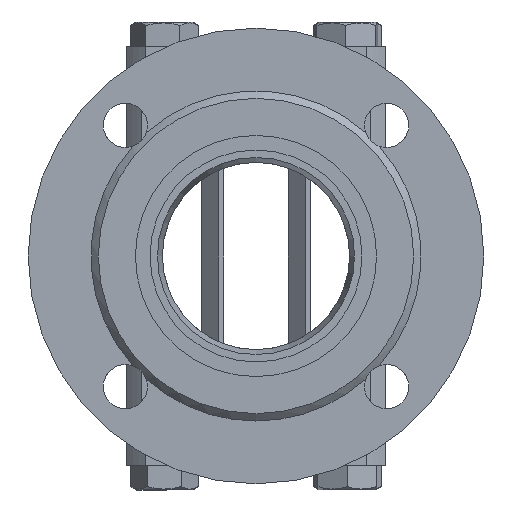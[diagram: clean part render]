
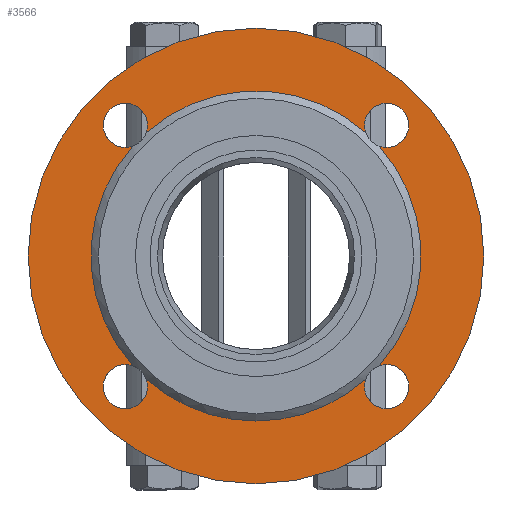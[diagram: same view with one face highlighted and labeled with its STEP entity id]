
A CAD part, front view. The second image highlights one B-rep face of the part: STEP entity #3566.
In plain terms, the highlighted face is planar.
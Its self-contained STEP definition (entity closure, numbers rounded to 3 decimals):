
#3349=CARTESIAN_POINT('',(5.,-44.542,-50.05));
#3350=VERTEX_POINT('',#3349);
#3351=CARTESIAN_POINT('',(5.,-50.05,-44.542));
#3352=VERTEX_POINT('',#3351);
#3366=CARTESIAN_POINT('',(5.,-53.033,-53.033));
#3367=DIRECTION('',(1.0,0.0,0.0));
#3368=DIRECTION('',(0.0,-1.0,0.0));
#3369=AXIS2_PLACEMENT_3D('',#3366,#3367,#3368);
#3370=CIRCLE('',#3369,9.0);
#3371=EDGE_CURVE('',#3352,#3350,#3370,.T.);
#3392=CARTESIAN_POINT('',(5.,50.05,-44.542));
#3393=VERTEX_POINT('',#3392);
#3394=CARTESIAN_POINT('',(5.,44.542,-50.05));
#3395=VERTEX_POINT('',#3394);
#3409=CARTESIAN_POINT('',(5.,53.033,-53.033));
#3410=DIRECTION('',(1.0,0.0,0.0));
#3411=DIRECTION('',(0.0,-1.0,0.0));
#3412=AXIS2_PLACEMENT_3D('',#3409,#3410,#3411);
#3413=CIRCLE('',#3412,9.0);
#3414=EDGE_CURVE('',#3395,#3393,#3413,.T.);
#3435=CARTESIAN_POINT('',(5.,-50.05,44.542));
#3436=VERTEX_POINT('',#3435);
#3437=CARTESIAN_POINT('',(5.,-44.542,50.05));
#3438=VERTEX_POINT('',#3437);
#3452=CARTESIAN_POINT('',(5.,-53.033,53.033));
#3453=DIRECTION('',(1.0,0.0,0.0));
#3454=DIRECTION('',(0.0,-1.0,0.0));
#3455=AXIS2_PLACEMENT_3D('',#3452,#3453,#3454);
#3456=CIRCLE('',#3455,9.0);
#3457=EDGE_CURVE('',#3438,#3436,#3456,.T.);
#3478=CARTESIAN_POINT('',(5.,44.542,50.05));
#3479=VERTEX_POINT('',#3478);
#3480=CARTESIAN_POINT('',(5.,50.05,44.542));
#3481=VERTEX_POINT('',#3480);
#3495=CARTESIAN_POINT('',(5.,53.033,53.033));
#3496=DIRECTION('',(1.0,0.0,0.0));
#3497=DIRECTION('',(0.0,-1.0,0.0));
#3498=AXIS2_PLACEMENT_3D('',#3495,#3496,#3497);
#3499=CIRCLE('',#3498,9.0);
#3500=EDGE_CURVE('',#3481,#3479,#3499,.T.);
#3516=CARTESIAN_POINT('',(5.,0.,86.318));
#3517=DIRECTION('',(1.0,0.0,0.0));
#3518=DIRECTION('',(0.0,0.0,1.0));
#3519=AXIS2_PLACEMENT_3D('',#3516,#3517,#3518);
#3520=PLANE('',#3519);
#3521=CARTESIAN_POINT('',(5.,-92.5,0.));
#3522=VERTEX_POINT('',#3521);
#3523=CARTESIAN_POINT('',(5.,0.,0.));
#3524=DIRECTION('',(1.0,0.0,0.0));
#3525=DIRECTION('',(0.0,1.0,0.0));
#3526=AXIS2_PLACEMENT_3D('',#3523,#3524,#3525);
#3527=CIRCLE('',#3526,92.5);
#3528=EDGE_CURVE('',#3522,#3522,#3527,.T.);
#3529=ORIENTED_EDGE('',*,*,#3528,.F.);
#3530=EDGE_LOOP('',(#3529));
#3531=FACE_OUTER_BOUND('',#3530,.T.);
#3532=ORIENTED_EDGE('',*,*,#3371,.T.);
#3533=CARTESIAN_POINT('',(5.,0.,0.));
#3534=DIRECTION('',(-1.0,0.0,0.0));
#3535=DIRECTION('',(0.0,0.0,1.0));
#3536=AXIS2_PLACEMENT_3D('',#3533,#3534,#3535);
#3537=CIRCLE('',#3536,67.);
#3538=EDGE_CURVE('',#3395,#3350,#3537,.T.);
#3539=ORIENTED_EDGE('',*,*,#3538,.F.);
#3540=ORIENTED_EDGE('',*,*,#3414,.T.);
#3541=CARTESIAN_POINT('',(5.,0.,0.));
#3542=DIRECTION('',(-1.0,0.0,0.0));
#3543=DIRECTION('',(0.0,0.0,1.0));
#3544=AXIS2_PLACEMENT_3D('',#3541,#3542,#3543);
#3545=CIRCLE('',#3544,67.);
#3546=EDGE_CURVE('',#3481,#3393,#3545,.T.);
#3547=ORIENTED_EDGE('',*,*,#3546,.F.);
#3548=ORIENTED_EDGE('',*,*,#3500,.T.);
#3549=CARTESIAN_POINT('',(5.,0.,0.));
#3550=DIRECTION('',(-1.0,0.0,0.0));
#3551=DIRECTION('',(0.0,0.0,1.0));
#3552=AXIS2_PLACEMENT_3D('',#3549,#3550,#3551);
#3553=CIRCLE('',#3552,67.);
#3554=EDGE_CURVE('',#3438,#3479,#3553,.T.);
#3555=ORIENTED_EDGE('',*,*,#3554,.F.);
#3556=ORIENTED_EDGE('',*,*,#3457,.T.);
#3557=CARTESIAN_POINT('',(5.,0.,0.));
#3558=DIRECTION('',(-1.0,0.0,0.0));
#3559=DIRECTION('',(0.0,0.0,1.0));
#3560=AXIS2_PLACEMENT_3D('',#3557,#3558,#3559);
#3561=CIRCLE('',#3560,67.);
#3562=EDGE_CURVE('',#3352,#3436,#3561,.T.);
#3563=ORIENTED_EDGE('',*,*,#3562,.F.);
#3564=EDGE_LOOP('',(#3532,#3539,#3540,#3547,#3548,#3555,#3556,#3563));
#3565=FACE_BOUND('',#3564,.T.);
#3566=ADVANCED_FACE('',(#3531,#3565),#3520,.F.);
